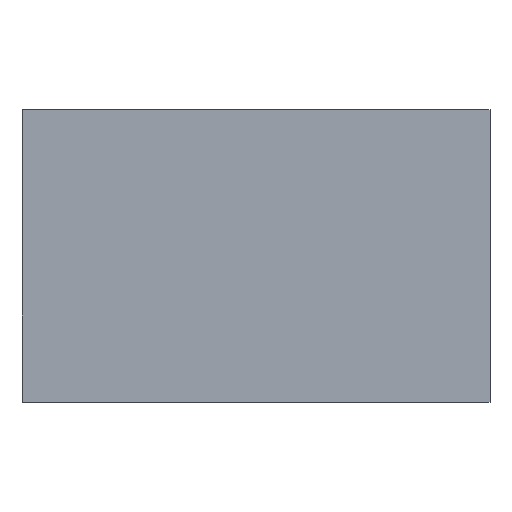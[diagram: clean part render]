
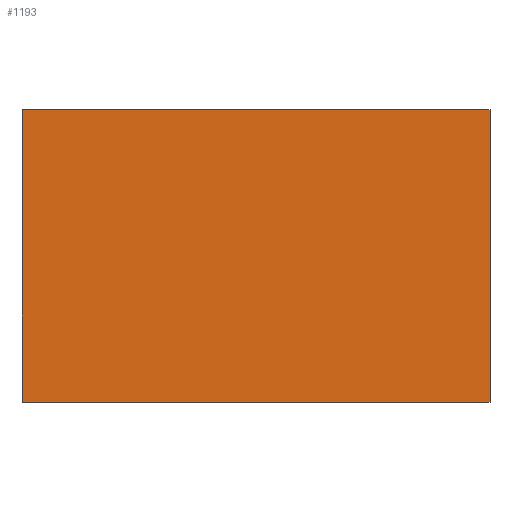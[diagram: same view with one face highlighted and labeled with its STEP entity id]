
A CAD part, top view. The second image highlights one B-rep face of the part: STEP entity #1193.
In plain terms, the highlighted planar face has unit normal (0, 0, 1).
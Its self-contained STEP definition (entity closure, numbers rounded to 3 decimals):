
#120=FACE_OUTER_BOUND('',#189,.T.);
#189=EDGE_LOOP('',(#1089,#1090,#1091,#1092));
#293=LINE('',#2254,#402);
#295=LINE('',#2258,#404);
#297=LINE('',#2262,#406);
#299=LINE('',#2265,#408);
#402=VECTOR('',#1408,10.);
#404=VECTOR('',#1412,10.);
#406=VECTOR('',#1416,10.);
#408=VECTOR('',#1420,10.);
#581=VERTEX_POINT('',#2251);
#582=VERTEX_POINT('',#2253);
#583=VERTEX_POINT('',#2257);
#584=VERTEX_POINT('',#2261);
#749=EDGE_CURVE('',#581,#582,#293,.T.);
#751=EDGE_CURVE('',#582,#583,#295,.T.);
#753=EDGE_CURVE('',#583,#584,#297,.T.);
#755=EDGE_CURVE('',#584,#581,#299,.T.);
#1089=ORIENTED_EDGE('',*,*,#749,.F.);
#1090=ORIENTED_EDGE('',*,*,#755,.F.);
#1091=ORIENTED_EDGE('',*,*,#753,.F.);
#1092=ORIENTED_EDGE('',*,*,#751,.F.);
#1129=PLANE('',#1246);
#1193=ADVANCED_FACE('',(#120),#1129,.T.);
#1246=AXIS2_PLACEMENT_3D('',#2266,#1421,#1422);
#1408=DIRECTION('',(0.,-1.,0.));
#1412=DIRECTION('',(-1.,0.,0.));
#1416=DIRECTION('',(0.,1.,0.));
#1420=DIRECTION('',(1.,0.,0.));
#1421=DIRECTION('center_axis',(0.,0.,1.));
#1422=DIRECTION('ref_axis',(1.,0.,0.));
#2251=CARTESIAN_POINT('',(1.,0.625,0.5));
#2253=CARTESIAN_POINT('',(1.,-0.625,0.5));
#2254=CARTESIAN_POINT('',(1.,0.625,0.5));
#2257=CARTESIAN_POINT('',(-1.,-0.625,0.5));
#2258=CARTESIAN_POINT('',(1.,-0.625,0.5));
#2261=CARTESIAN_POINT('',(-1.,0.625,0.5));
#2262=CARTESIAN_POINT('',(-1.,-0.625,0.5));
#2265=CARTESIAN_POINT('',(-1.,0.625,0.5));
#2266=CARTESIAN_POINT('Origin',(0.,0.,0.5));
